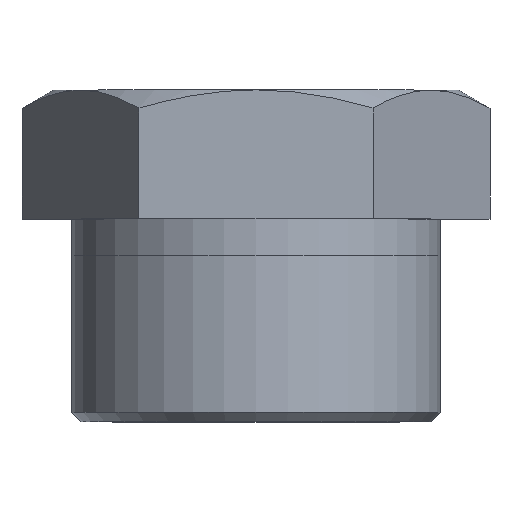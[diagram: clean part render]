
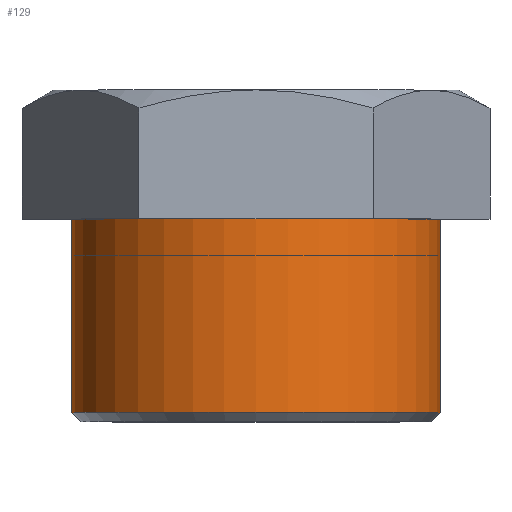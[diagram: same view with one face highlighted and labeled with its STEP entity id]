
A CAD part, top view. The second image highlights one B-rep face of the part: STEP entity #129.
In plain terms, the highlighted cylindrical face has radius 10 mm (diameter 20 mm), a partial arc.
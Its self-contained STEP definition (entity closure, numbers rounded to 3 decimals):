
#129=ADVANCED_FACE('',(#191),#192,.T.);
#191=FACE_OUTER_BOUND('',#259,.T.);
#192=CYLINDRICAL_SURFACE('',#260,10.0);
#259=EDGE_LOOP('',(#462,#463,#464,#465));
#260=AXIS2_PLACEMENT_3D('',#466,#467,#468);
#462=ORIENTED_EDGE('',*,*,#564,.F.);
#463=ORIENTED_EDGE('',*,*,#565,.F.);
#464=ORIENTED_EDGE('',*,*,#563,.T.);
#465=ORIENTED_EDGE('',*,*,#517,.T.);
#466=CARTESIAN_POINT('',(0.0,0.55,0.0));
#467=DIRECTION('',(0.0,1.0,-0.0));
#468=DIRECTION('',(-1.0,0.0,0.0));
#517=EDGE_CURVE('',#603,#602,#605,.T.);
#563=EDGE_CURVE('',#668,#603,#673,.T.);
#564=EDGE_CURVE('',#670,#602,#674,.T.);
#565=EDGE_CURVE('',#668,#670,#675,.T.);
#602=VERTEX_POINT('',#746);
#603=VERTEX_POINT('',#747);
#605=CIRCLE('',#749,10.0);
#668=VERTEX_POINT('',#894);
#670=VERTEX_POINT('',#897);
#673=LINE('',#901,#902);
#674=LINE('',#903,#904);
#675=CIRCLE('',#905,10.0);
#746=CARTESIAN_POINT('',(-10.0,0.0,0.0));
#747=CARTESIAN_POINT('',(10.0,0.0,0.0));
#749=AXIS2_PLACEMENT_3D('',#951,#952,#953);
#894=CARTESIAN_POINT('',(10.0,-10.5,0.0));
#897=CARTESIAN_POINT('',(-10.0,-10.5,0.0));
#901=CARTESIAN_POINT('',(10.0,-10.5,0.0));
#902=VECTOR('',#1031,10.5);
#903=CARTESIAN_POINT('',(-10.0,-10.5,0.0));
#904=VECTOR('',#1032,10.5);
#905=AXIS2_PLACEMENT_3D('',#1033,#1034,#1035);
#951=CARTESIAN_POINT('',(0.0,0.0,0.0));
#952=DIRECTION('',(0.0,-1.0,0.0));
#953=DIRECTION('',(1.0,0.0,0.0));
#1031=DIRECTION('',(0.0,1.0,0.0));
#1032=DIRECTION('',(0.0,1.0,0.0));
#1033=CARTESIAN_POINT('',(0.0,-10.5,0.0));
#1034=DIRECTION('',(0.0,-1.0,0.0));
#1035=DIRECTION('',(1.0,0.0,0.0));
